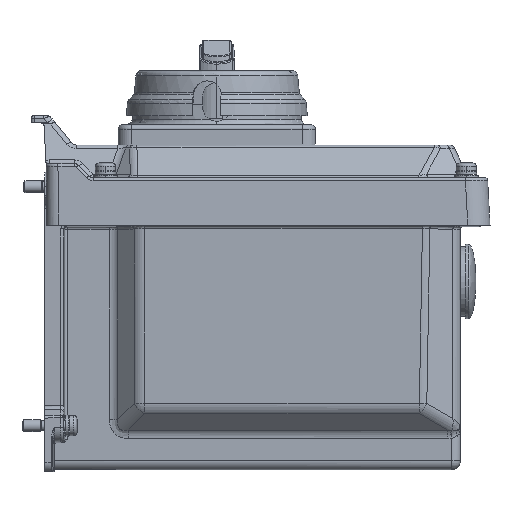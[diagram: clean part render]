
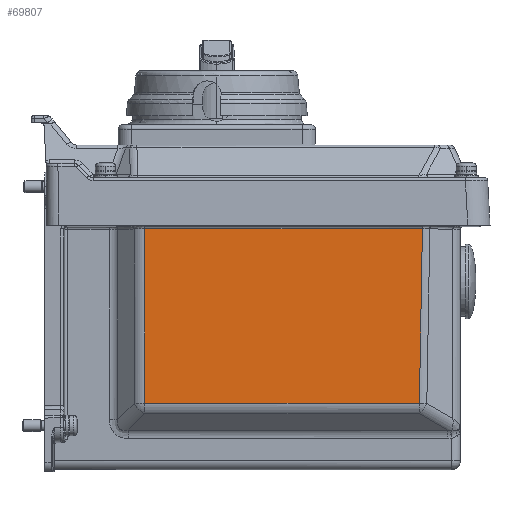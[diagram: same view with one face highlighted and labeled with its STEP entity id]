
A CAD part, left-side view. The second image highlights one B-rep face of the part: STEP entity #69807.
In plain terms, the highlighted planar face has unit normal (-1, 0, 0).
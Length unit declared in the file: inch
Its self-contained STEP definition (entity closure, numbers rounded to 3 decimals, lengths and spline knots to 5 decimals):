
#1397 = FACE_OUTER_BOUND ( 'NONE', #20526, .T. ) ;
#7226 = EDGE_CURVE ( 'NONE', #41404, #54804, #55811, .T. ) ;
#9103 = DIRECTION ( 'NONE',  ( 0., 0., 1. ) ) ;
#11182 = VECTOR ( 'NONE', #73517, 39.37008 ) ;
#12282 = EDGE_CURVE ( 'NONE', #41404, #15134, #64172, .T. ) ;
#13020 = VECTOR ( 'NONE', #50024, 39.37008 ) ;
#15134 = VERTEX_POINT ( 'NONE', #73755 ) ;
#16133 = CARTESIAN_POINT ( 'NONE',  ( -2.48995, 2.48238, -0.74803 ) ) ;
#16189 = CARTESIAN_POINT ( 'NONE',  ( -2.48995, -2.07435, -1.11064 ) ) ;
#16259 = CARTESIAN_POINT ( 'NONE',  ( -2.48995, 1.60893, -3.4224 ) ) ;
#17040 = CARTESIAN_POINT ( 'NONE',  ( -2.48995, 2.48238, -3.4224 ) ) ;
#18717 = CARTESIAN_POINT ( 'NONE',  ( -2.48995, 1.60893, -1.11064 ) ) ;
#20526 = EDGE_LOOP ( 'NONE', ( #61761, #50624, #56128, #50274 ) ) ;
#24332 = EDGE_CURVE ( 'NONE', #53754, #54804, #31359, .T. ) ;
#31359 = LINE ( 'NONE', #32168, #13020 ) ;
#32168 = CARTESIAN_POINT ( 'NONE',  ( -2.48995, -2.0956, -1.11064 ) ) ;
#35680 = CARTESIAN_POINT ( 'NONE',  ( -2.48995, 1.60893, -3.4224 ) ) ;
#39818 = PLANE ( 'NONE',  #66588 ) ;
#40200 = EDGE_CURVE ( 'NONE', #15134, #53754, #69020, .T. ) ;
#41404 = VERTEX_POINT ( 'NONE', #16259 ) ;
#47579 = CARTESIAN_POINT ( 'NONE',  ( -2.48995, 1.60893, -1.88122 ) ) ;
#48823 = VECTOR ( 'NONE', #78789, 39.37008 ) ;
#50024 = DIRECTION ( 'NONE',  ( 0., 1., 0. ) ) ;
#50274 = ORIENTED_EDGE ( 'NONE', *, *, #24332, .T. ) ;
#50624 = ORIENTED_EDGE ( 'NONE', *, *, #12282, .T. ) ;
#53754 = VERTEX_POINT ( 'NONE', #16189 ) ;
#54804 = VERTEX_POINT ( 'NONE', #18717 ) ;
#54925 = CARTESIAN_POINT ( 'NONE',  ( -2.48995, -2.034, -3.4224 ) ) ;
#55811 = B_SPLINE_CURVE_WITH_KNOTS ( 'NONE', 3,
 ( #35680, #66442, #47579, #79108 ),
 .UNSPECIFIED., .F., .F.,
 ( 4, 4 ),
 ( 0., 1. ),
 .UNSPECIFIED. ) ;
#56128 = ORIENTED_EDGE ( 'NONE', *, *, #40200, .T. ) ;
#61761 = ORIENTED_EDGE ( 'NONE', *, *, #7226, .F. ) ;
#64172 = LINE ( 'NONE', #17040, #48823 ) ;
#64946 = DIRECTION ( 'NONE',  ( -1., 0., 0. ) ) ;
#66442 = CARTESIAN_POINT ( 'NONE',  ( -2.48995, 1.60893, -2.65181 ) ) ;
#66588 = AXIS2_PLACEMENT_3D ( 'NONE', #16133, #64946, #9103 ) ;
#69020 = LINE ( 'NONE', #54925, #11182 ) ;
#69807 = ADVANCED_FACE ( 'NONE', ( #1397 ), #39818, .T. ) ;
#73517 = DIRECTION ( 'NONE',  ( 0., -0.017, 1. ) ) ;
#73755 = CARTESIAN_POINT ( 'NONE',  ( -2.48995, -2.034, -3.4224 ) ) ;
#78789 = DIRECTION ( 'NONE',  ( 0., -1., 0. ) ) ;
#79108 = CARTESIAN_POINT ( 'NONE',  ( -2.48995, 1.60893, -1.11064 ) ) ;
